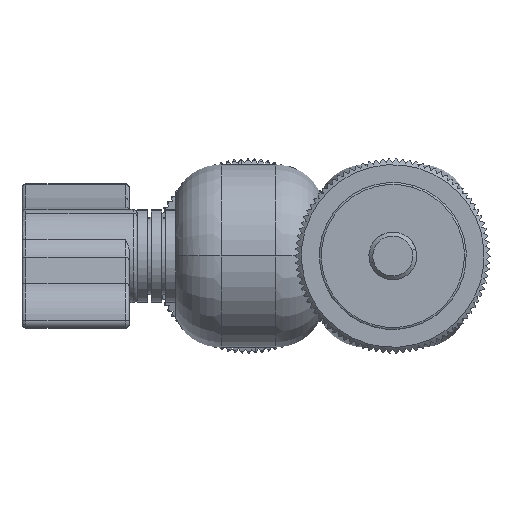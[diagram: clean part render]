
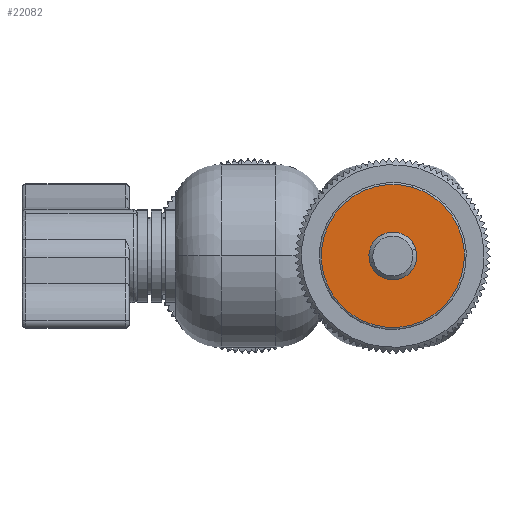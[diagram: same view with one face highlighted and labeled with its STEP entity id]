
A CAD part, front view. The second image highlights one B-rep face of the part: STEP entity #22082.
In plain terms, the highlighted planar face has unit normal (0, -1, 0).
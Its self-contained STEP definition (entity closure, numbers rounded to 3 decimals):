
#158 = DIRECTION ( 'NONE',  ( 0., 0., 1. ) ) ;
#541 = DIRECTION ( 'NONE',  ( 0., 1., 0. ) ) ;
#581 = DIRECTION ( 'NONE',  ( 0., 0., 1. ) ) ;
#1093 = CARTESIAN_POINT ( 'NONE',  ( 0., 0., -9.2 ) ) ;
#1101 = AXIS2_PLACEMENT_3D ( 'NONE', #14189, #541, #16471 ) ;
#1106 = VERTEX_POINT ( 'NONE', #21869 ) ;
#1383 = CARTESIAN_POINT ( 'NONE',  ( 0., 0., 0. ) ) ;
#3052 = EDGE_LOOP ( 'NONE', ( #26964, #14504 ) ) ;
#3992 = DIRECTION ( 'NONE',  ( 0., 1., 0. ) ) ;
#4518 = AXIS2_PLACEMENT_3D ( 'NONE', #1383, #8205, #24184 ) ;
#5326 = EDGE_CURVE ( 'NONE', #13338, #9469, #15650, .T. ) ;
#5957 = CARTESIAN_POINT ( 'NONE',  ( 0., 0., -3.053 ) ) ;
#6324 = ORIENTED_EDGE ( 'NONE', *, *, #5326, .T. ) ;
#7648 = EDGE_CURVE ( 'NONE', #1106, #28213, #14552, .T. ) ;
#8205 = DIRECTION ( 'NONE',  ( 0., 1., 0. ) ) ;
#9469 = VERTEX_POINT ( 'NONE', #18096 ) ;
#12073 = AXIS2_PLACEMENT_3D ( 'NONE', #27465, #13801, #158 ) ;
#13033 = EDGE_CURVE ( 'NONE', #9469, #13338, #16484, .T. ) ;
#13338 = VERTEX_POINT ( 'NONE', #1093 ) ;
#13801 = DIRECTION ( 'NONE',  ( 0., -1., 0. ) ) ;
#14189 = CARTESIAN_POINT ( 'NONE',  ( 0., 0., 0. ) ) ;
#14222 = DIRECTION ( 'NONE',  ( 0., -1., 0. ) ) ;
#14394 = AXIS2_PLACEMENT_3D ( 'NONE', #17641, #3992, #19939 ) ;
#14504 = ORIENTED_EDGE ( 'NONE', *, *, #7648, .T. ) ;
#14552 = CIRCLE ( 'NONE', #1101, 3.053 ) ;
#15650 = CIRCLE ( 'NONE', #27603, 9.2 ) ;
#16471 = DIRECTION ( 'NONE',  ( 0., 0., 1. ) ) ;
#16484 = CIRCLE ( 'NONE', #12073, 9.2 ) ;
#17360 = FACE_OUTER_BOUND ( 'NONE', #19543, .T. ) ;
#17641 = CARTESIAN_POINT ( 'NONE',  ( 0., 0., 0. ) ) ;
#18078 = CIRCLE ( 'NONE', #14394, 3.053 ) ;
#18096 = CARTESIAN_POINT ( 'NONE',  ( 0., 0., 9.2 ) ) ;
#19543 = EDGE_LOOP ( 'NONE', ( #28946, #6324 ) ) ;
#19939 = DIRECTION ( 'NONE',  ( 0., 0., 1. ) ) ;
#21115 = EDGE_CURVE ( 'NONE', #28213, #1106, #18078, .T. ) ;
#21869 = CARTESIAN_POINT ( 'NONE',  ( 0., 0., 3.053 ) ) ;
#21890 = PLANE ( 'NONE',  #4518 ) ;
#22082 = ADVANCED_FACE ( 'NONE', ( #17360, #28765 ), #21890, .F. ) ;
#24184 = DIRECTION ( 'NONE',  ( 0., 0., 1. ) ) ;
#26964 = ORIENTED_EDGE ( 'NONE', *, *, #21115, .T. ) ;
#27465 = CARTESIAN_POINT ( 'NONE',  ( 0., 0., 0. ) ) ;
#27603 = AXIS2_PLACEMENT_3D ( 'NONE', #27882, #14222, #581 ) ;
#27882 = CARTESIAN_POINT ( 'NONE',  ( 0., 0., 0. ) ) ;
#28213 = VERTEX_POINT ( 'NONE', #5957 ) ;
#28765 = FACE_BOUND ( 'NONE', #3052, .T. ) ;
#28946 = ORIENTED_EDGE ( 'NONE', *, *, #13033, .T. ) ;
